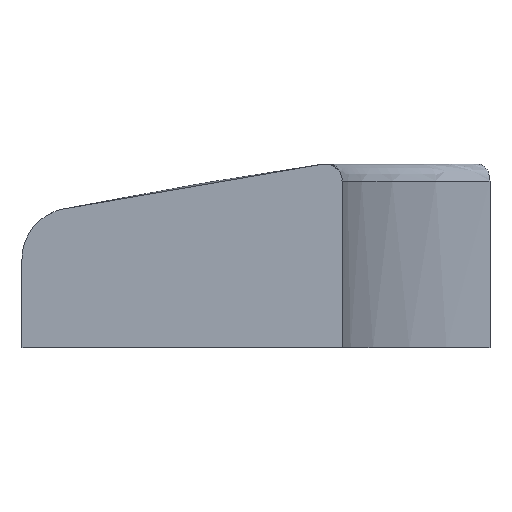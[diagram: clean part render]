
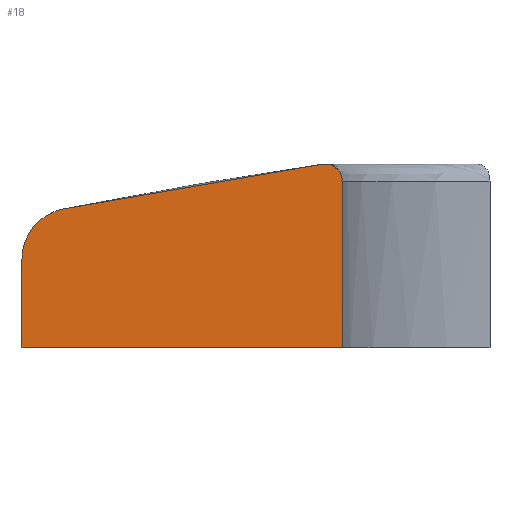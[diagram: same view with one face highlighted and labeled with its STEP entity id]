
A CAD part, front view. The second image highlights one B-rep face of the part: STEP entity #18.
In plain terms, the highlighted planar face has unit normal (0, -1, 0).
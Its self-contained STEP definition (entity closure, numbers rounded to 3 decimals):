
#18=ADVANCED_FACE('',(#52),#528,.T.);
#52=FACE_OUTER_BOUND('',#86,.T.);
#86=EDGE_LOOP('',(#124,#125,#126,#127,#128,#129));
#124=ORIENTED_EDGE('',*,*,#304,.T.);
#125=ORIENTED_EDGE('',*,*,#309,.T.);
#126=ORIENTED_EDGE('',*,*,#299,.T.);
#127=ORIENTED_EDGE('',*,*,#295,.T.);
#128=ORIENTED_EDGE('',*,*,#297,.F.);
#129=ORIENTED_EDGE('',*,*,#308,.F.);
#295=EDGE_CURVE('',#466,#467,#400,.T.);
#297=EDGE_CURVE('',#461,#467,#402,.T.);
#299=EDGE_CURVE('',#463,#466,#404,.T.);
#304=EDGE_CURVE('',#468,#469,#405,.T.);
#308=EDGE_CURVE('',#468,#461,#407,.T.);
#309=EDGE_CURVE('',#469,#463,#408,.T.);
#400=B_SPLINE_CURVE_WITH_KNOTS('',3,(#1069,#1070,#1071,#1072,#1073,#1074),
 .UNSPECIFIED.,.F.,.F.,(4,2,4),(0.,7.738,15.475),
 .UNSPECIFIED.);
#402=B_SPLINE_CURVE_WITH_KNOTS('',3,(#1082,#1083,#1084,#1085,#1086,#1087,
#1088),.UNSPECIFIED.,.F.,.F.,(4,3,4),(0.,2.08,4.16),
 .UNSPECIFIED.);
#404=B_SPLINE_CURVE_WITH_KNOTS('',3,(#1095,#1096,#1097,#1098,#1099,#1100),
 .UNSPECIFIED.,.F.,.F.,(4,2,4),(0.,0.878,1.757),
 .UNSPECIFIED.);
#405=B_SPLINE_CURVE_WITH_KNOTS('',1,(#1113,#1114),.UNSPECIFIED.,.F.,.F.,
(2,2),(-49.497,-30.746),.UNSPECIFIED.);
#407=B_SPLINE_CURVE_WITH_KNOTS('',1,(#1123,#1124),.UNSPECIFIED.,.F.,.F.,
(2,2),(18.6,23.796),.UNSPECIFIED.);
#408=B_SPLINE_CURVE_WITH_KNOTS('',1,(#1125,#1126),.UNSPECIFIED.,.F.,.F.,
(2,2),(18.6,28.371),.UNSPECIFIED.);
#461=VERTEX_POINT('',#1004);
#463=VERTEX_POINT('',#1006);
#466=VERTEX_POINT('',#1009);
#467=VERTEX_POINT('',#1010);
#468=VERTEX_POINT('',#1011);
#469=VERTEX_POINT('',#1012);
#528=PLANE('',#638);
#638=AXIS2_PLACEMENT_3D('',#698,#668,$);
#668=DIRECTION('',(0.,-1.,0.));
#698=CARTESIAN_POINT('',(0.,0.5,0.));
#1004=CARTESIAN_POINT('',(-49.497,0.5,23.796));
#1006=CARTESIAN_POINT('',(-30.746,0.5,28.371));
#1009=CARTESIAN_POINT('',(-31.879,0.5,29.362));
#1010=CARTESIAN_POINT('',(-47.124,0.5,26.73));
#1011=CARTESIAN_POINT('',(-49.497,0.5,18.6));
#1012=CARTESIAN_POINT('',(-30.746,0.5,18.6));
#1069=CARTESIAN_POINT('',(-31.879,0.5,29.362));
#1070=CARTESIAN_POINT('',(-34.434,0.5,29.019));
#1071=CARTESIAN_POINT('',(-36.987,0.5,28.629));
#1072=CARTESIAN_POINT('',(-42.067,0.5,27.755));
#1073=CARTESIAN_POINT('',(-44.604,0.5,27.268));
#1074=CARTESIAN_POINT('',(-47.124,0.5,26.73));
#1082=CARTESIAN_POINT('',(-49.497,0.5,23.796));
#1083=CARTESIAN_POINT('',(-49.497,0.5,24.483));
#1084=CARTESIAN_POINT('',(-49.262,0.5,25.149));
#1085=CARTESIAN_POINT('',(-48.83,0.5,25.682));
#1086=CARTESIAN_POINT('',(-48.398,0.5,26.216));
#1087=CARTESIAN_POINT('',(-47.796,0.5,26.586));
#1088=CARTESIAN_POINT('',(-47.124,0.5,26.73));
#1095=CARTESIAN_POINT('',(-30.746,0.5,28.371));
#1096=CARTESIAN_POINT('',(-30.746,0.5,28.66));
#1097=CARTESIAN_POINT('',(-30.871,0.5,28.934));
#1098=CARTESIAN_POINT('',(-31.305,0.5,29.314));
#1099=CARTESIAN_POINT('',(-31.594,0.5,29.401));
#1100=CARTESIAN_POINT('',(-31.879,0.5,29.362));
#1113=CARTESIAN_POINT('',(-49.497,0.5,18.6));
#1114=CARTESIAN_POINT('',(-30.746,0.5,18.6));
#1123=CARTESIAN_POINT('',(-49.497,0.5,18.6));
#1124=CARTESIAN_POINT('',(-49.497,0.5,23.796));
#1125=CARTESIAN_POINT('',(-30.746,0.5,18.6));
#1126=CARTESIAN_POINT('',(-30.746,0.5,28.371));
